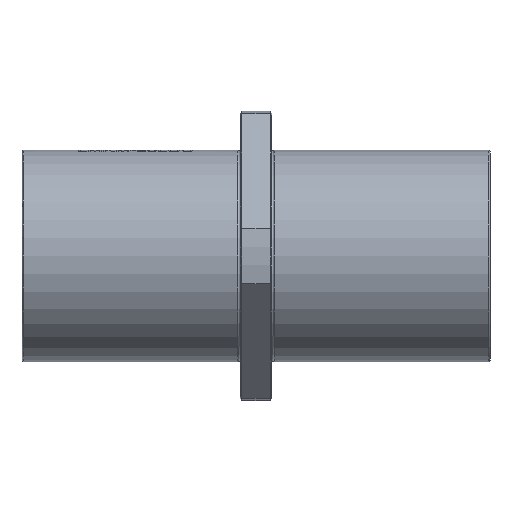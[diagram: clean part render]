
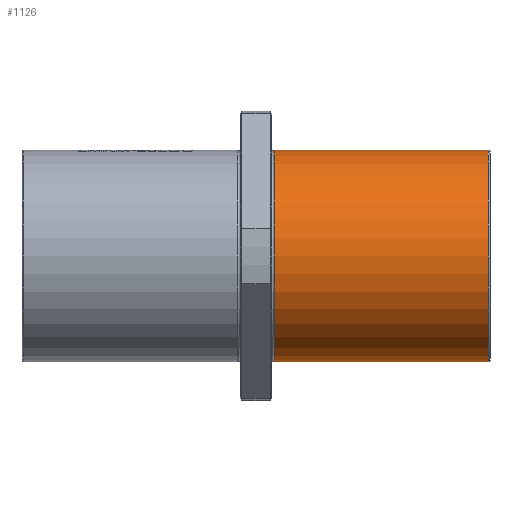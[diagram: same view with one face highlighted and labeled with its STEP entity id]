
A CAD part, front view. The second image highlights one B-rep face of the part: STEP entity #1126.
In plain terms, the highlighted cylindrical face has radius 60 mm (diameter 120 mm), a full revolution.
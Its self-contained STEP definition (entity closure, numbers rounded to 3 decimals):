
#576=FACE_BOUND('',#2021,.T.);
#577=FACE_BOUND('',#2022,.T.);
#1126=ADVANCED_FACE('',(#576,#577),#1529,.T.);
#1529=CYLINDRICAL_SURFACE('',#7596,60.);
#2021=EDGE_LOOP('',(#3991));
#2022=EDGE_LOOP('',(#3992));
#3991=ORIENTED_EDGE('',*,*,#6706,.F.);
#3992=ORIENTED_EDGE('',*,*,#6707,.T.);
#6007=VERTEX_POINT('',#11015);
#6008=VERTEX_POINT('',#11017);
#6706=EDGE_CURVE('',#6007,#6007,#7454,.T.);
#6707=EDGE_CURVE('',#6008,#6008,#7455,.T.);
#7454=CIRCLE('',#7594,60.);
#7455=CIRCLE('',#7595,60.);
#7594=AXIS2_PLACEMENT_3D('',#11014,#8315,#8316);
#7595=AXIS2_PLACEMENT_3D('',#11016,#8317,#8318);
#7596=AXIS2_PLACEMENT_3D('',#11018,#8319,#8320);
#8315=DIRECTION('',(-1.,0.,0.));
#8316=DIRECTION('',(0.,0.,1.));
#8317=DIRECTION('',(-1.,0.,0.));
#8318=DIRECTION('',(0.,0.,-1.));
#8319=DIRECTION('',(1.,0.,0.));
#8320=DIRECTION('',(0.,0.,-1.));
#11014=CARTESIAN_POINT('',(19.312,0.,0.));
#11015=CARTESIAN_POINT('',(19.312,0.,60.));
#11016=CARTESIAN_POINT('',(140.5,0.,0.));
#11017=CARTESIAN_POINT('',(140.5,0.,-60.));
#11018=CARTESIAN_POINT('',(20.546,0.,0.));
